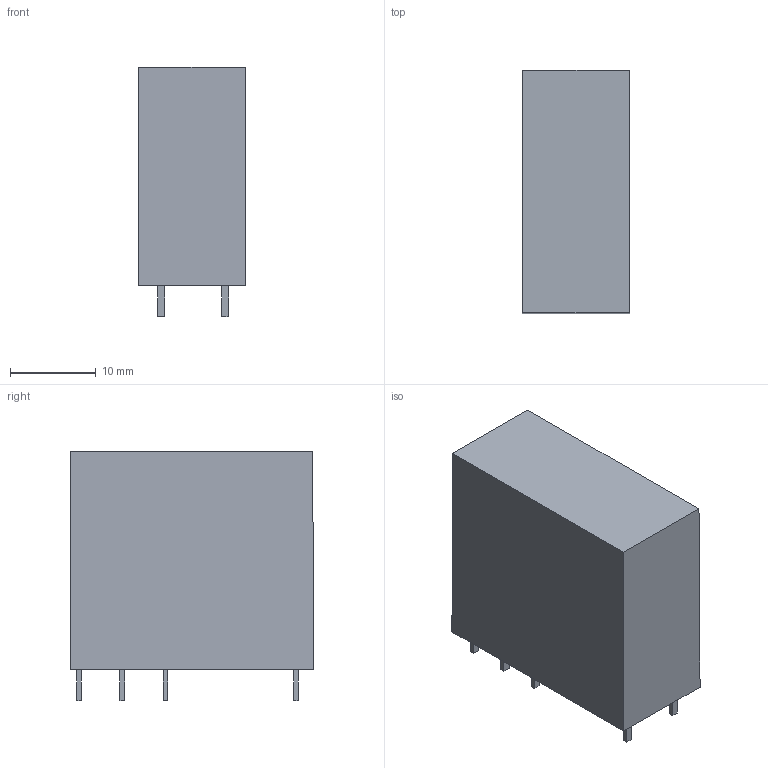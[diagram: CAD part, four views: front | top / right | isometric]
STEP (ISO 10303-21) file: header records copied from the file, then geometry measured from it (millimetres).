
FILE_DESCRIPTION(('CATIA V5 STEP Exchange','CAx-IF Rec.Pracs.--- Model Styling and Organization---1.4--- 2014-01-23'),'2;1');
FILE_NAME ('D1405135_2', '2024-02-26T10:29:37+00:00', ('none'), ('Weidmueller'), 'CATIA Version 5-6 Release 2016 SP3 HF44', 'CATIA V5 STEP AP214', 'none');
FILE_SCHEMA(('AUTOMOTIVE_DESIGN { 1 0 10303 214 1 1 1 1 }'));
Length unit declared in the file: millimetre
Products named in the file (1): S3D_RCH424024FG
Bounding box: 12.6 x 28.4 x 29.1 mm (x, y, z)
Volume: 9061.7 mm3; surface area: 2874 mm2
Topology: 1 solids, 1 shells, 46 faces, 128 edges, 92 vertices
Faces by surface type: plane 46
Entity records: 1561 total; most frequent: CARTESIAN_POINT 267, ORIENTED_EDGE 256, DIRECTION 220, VECTOR 128, EDGE_CURVE 128, LINE 128, VERTEX_POINT 92, EDGE_LOOP 54
